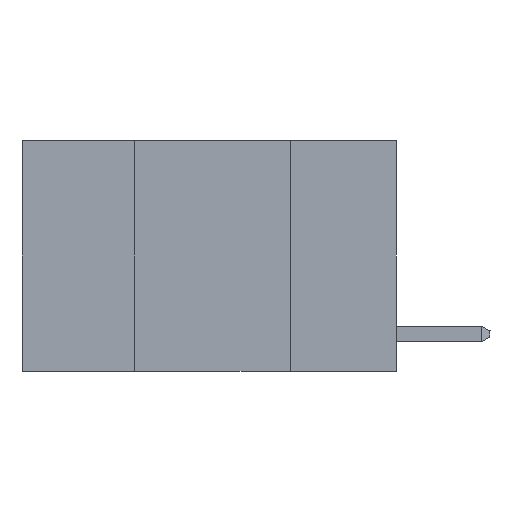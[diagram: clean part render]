
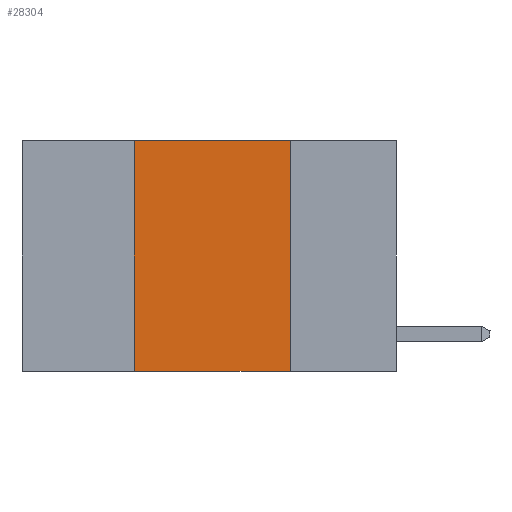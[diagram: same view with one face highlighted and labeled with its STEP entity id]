
A CAD part, left-side view. The second image highlights one B-rep face of the part: STEP entity #28304.
In plain terms, the highlighted planar face has unit normal (-1, 0, 0).
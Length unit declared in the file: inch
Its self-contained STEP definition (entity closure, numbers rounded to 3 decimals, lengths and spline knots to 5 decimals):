
#382 = LINE ( 'NONE', #2417, #4264 ) ;
#697 = LINE ( 'NONE', #22566, #27700 ) ;
#1045 = EDGE_CURVE ( 'NONE', #13205, #9085, #382, .T. ) ;
#2417 = CARTESIAN_POINT ( 'NONE',  ( 0., 0.6, -0.37 ) ) ;
#2873 = VERTEX_POINT ( 'NONE', #12583 ) ;
#3048 = LINE ( 'NONE', #13787, #14806 ) ;
#4264 = VECTOR ( 'NONE', #24427, 39.37008 ) ;
#4282 = DIRECTION ( 'NONE',  ( 0., 0., 1. ) ) ;
#4635 = VERTEX_POINT ( 'NONE', #22670 ) ;
#5051 = DIRECTION ( 'NONE',  ( 0., 0., -1. ) ) ;
#6551 = CARTESIAN_POINT ( 'NONE',  ( 0., 0.17, -0.37 ) ) ;
#7224 = EDGE_CURVE ( 'NONE', #2873, #9085, #697, .T. ) ;
#7323 = ORIENTED_EDGE ( 'NONE', *, *, #20638, .F. ) ;
#8748 = EDGE_CURVE ( 'NONE', #13205, #4635, #17631, .T. ) ;
#8888 = ORIENTED_EDGE ( 'NONE', *, *, #8748, .F. ) ;
#9085 = VERTEX_POINT ( 'NONE', #6551 ) ;
#9508 = CARTESIAN_POINT ( 'NONE',  ( 0., 0.42, -0.37 ) ) ;
#10524 = DIRECTION ( 'NONE',  ( 0., 0., -1. ) ) ;
#10915 = AXIS2_PLACEMENT_3D ( 'NONE', #17337, #21954, #10524 ) ;
#10954 = ORIENTED_EDGE ( 'NONE', *, *, #1045, .T. ) ;
#11761 = DIRECTION ( 'NONE',  ( 0., -1., 0. ) ) ;
#12583 = CARTESIAN_POINT ( 'NONE',  ( 0., 0.17, 0. ) ) ;
#13205 = VERTEX_POINT ( 'NONE', #9508 ) ;
#13787 = CARTESIAN_POINT ( 'NONE',  ( 0., 0.6, 0. ) ) ;
#14806 = VECTOR ( 'NONE', #11761, 39.37008 ) ;
#15157 = PLANE ( 'NONE',  #10915 ) ;
#17337 = CARTESIAN_POINT ( 'NONE',  ( 0., 0.6, 0. ) ) ;
#17631 = LINE ( 'NONE', #20198, #18281 ) ;
#18281 = VECTOR ( 'NONE', #4282, 39.37008 ) ;
#19133 = EDGE_LOOP ( 'NONE', ( #19482, #7323, #8888, #10954 ) ) ;
#19482 = ORIENTED_EDGE ( 'NONE', *, *, #7224, .F. ) ;
#20198 = CARTESIAN_POINT ( 'NONE',  ( 0., 0.42, 0. ) ) ;
#20638 = EDGE_CURVE ( 'NONE', #4635, #2873, #3048, .T. ) ;
#21954 = DIRECTION ( 'NONE',  ( 1., 0., 0. ) ) ;
#22566 = CARTESIAN_POINT ( 'NONE',  ( 0., 0.17, 0. ) ) ;
#22670 = CARTESIAN_POINT ( 'NONE',  ( 0., 0.42, 0. ) ) ;
#24427 = DIRECTION ( 'NONE',  ( 0., -1., 0. ) ) ;
#27700 = VECTOR ( 'NONE', #5051, 39.37008 ) ;
#28304 = ADVANCED_FACE ( 'NONE', ( #28458 ), #15157, .F. ) ;
#28458 = FACE_OUTER_BOUND ( 'NONE', #19133, .T. ) ;
